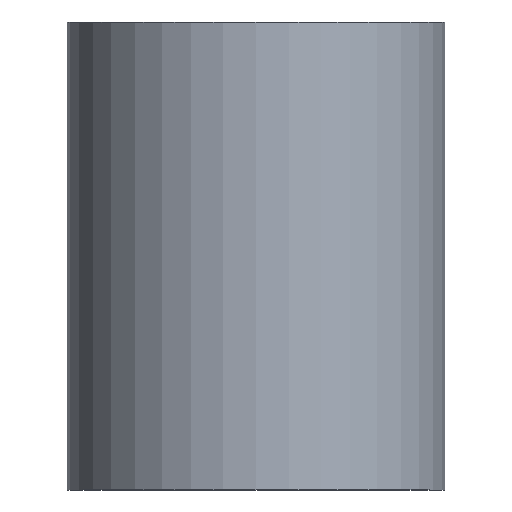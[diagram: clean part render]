
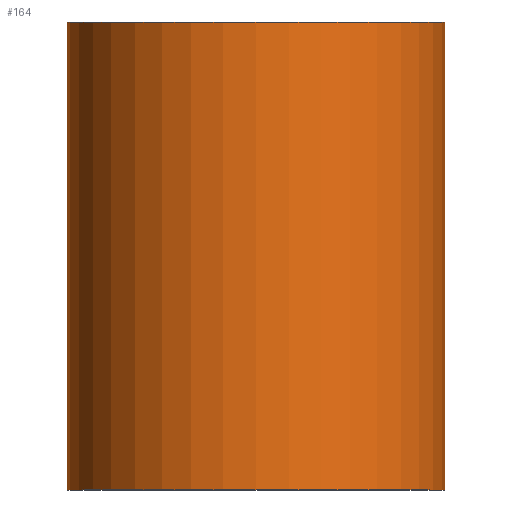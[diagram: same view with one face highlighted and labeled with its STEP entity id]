
A CAD part, front view. The second image highlights one B-rep face of the part: STEP entity #164.
In plain terms, the highlighted cylindrical face has radius 2.5 mm (diameter 5 mm), a full revolution.
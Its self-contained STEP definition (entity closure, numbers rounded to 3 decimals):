
#21 = EDGE_CURVE('',#22,#22,#24,.T.);
#22 = VERTEX_POINT('',#23);
#23 = CARTESIAN_POINT('',(2.5,0.,3.1));
#24 = SURFACE_CURVE('',#25,(#30,#42),.PCURVE_S1.);
#25 = CIRCLE('',#26,2.5);
#26 = AXIS2_PLACEMENT_3D('',#27,#28,#29);
#27 = CARTESIAN_POINT('',(0.,0.,3.1));
#28 = DIRECTION('',(0.,0.,-1.));
#29 = DIRECTION('',(1.,0.,0.));
#30 = PCURVE('',#31,#36);
#31 = PLANE('',#32);
#32 = AXIS2_PLACEMENT_3D('',#33,#34,#35);
#33 = CARTESIAN_POINT('',(0.,0.,3.1));
#34 = DIRECTION('',(0.,0.,-1.));
#35 = DIRECTION('',(1.,0.,0.));
#36 = DEFINITIONAL_REPRESENTATION('',(#37),#41);
#37 = CIRCLE('',#38,2.5);
#38 = AXIS2_PLACEMENT_2D('',#39,#40);
#39 = CARTESIAN_POINT('',(0.,0.));
#40 = DIRECTION('',(1.,0.));
#41 = ( GEOMETRIC_REPRESENTATION_CONTEXT(2) 
PARAMETRIC_REPRESENTATION_CONTEXT() REPRESENTATION_CONTEXT('2D SPACE',''
  ) );
#42 = PCURVE('',#43,#48);
#43 = CYLINDRICAL_SURFACE('',#44,2.5);
#44 = AXIS2_PLACEMENT_3D('',#45,#46,#47);
#45 = CARTESIAN_POINT('',(0.,0.,-3.1));
#46 = DIRECTION('',(0.,0.,1.));
#47 = DIRECTION('',(1.,0.,0.));
#48 = DEFINITIONAL_REPRESENTATION('',(#49),#52);
#49 = B_SPLINE_CURVE_WITH_KNOTS('',1,(#50,#51),.UNSPECIFIED.,.F.,.F.,(2,
    2),(0.,6.283),.PIECEWISE_BEZIER_KNOTS.);
#50 = CARTESIAN_POINT('',(0.,6.2));
#51 = CARTESIAN_POINT('',(-6.283,6.2));
#52 = ( GEOMETRIC_REPRESENTATION_CONTEXT(2) 
PARAMETRIC_REPRESENTATION_CONTEXT() REPRESENTATION_CONTEXT('2D SPACE',''
  ) );
#123 = PLANE('',#124);
#124 = AXIS2_PLACEMENT_3D('',#125,#126,#127);
#125 = CARTESIAN_POINT('',(0.,0.,-3.1));
#126 = DIRECTION('',(0.,0.,-1.));
#127 = DIRECTION('',(1.,-0.,-0.));
#142 = EDGE_CURVE('',#143,#143,#145,.T.);
#143 = VERTEX_POINT('',#144);
#144 = CARTESIAN_POINT('',(2.5,0.,-3.1));
#145 = SURFACE_CURVE('',#146,(#151,#158),.PCURVE_S1.);
#146 = CIRCLE('',#147,2.5);
#147 = AXIS2_PLACEMENT_3D('',#148,#149,#150);
#148 = CARTESIAN_POINT('',(0.,0.,-3.1));
#149 = DIRECTION('',(0.,0.,-1.));
#150 = DIRECTION('',(1.,0.,0.));
#151 = PCURVE('',#123,#152);
#152 = DEFINITIONAL_REPRESENTATION('',(#153),#157);
#153 = CIRCLE('',#154,2.5);
#154 = AXIS2_PLACEMENT_2D('',#155,#156);
#155 = CARTESIAN_POINT('',(0.,0.));
#156 = DIRECTION('',(1.,-0.));
#157 = ( GEOMETRIC_REPRESENTATION_CONTEXT(2) 
PARAMETRIC_REPRESENTATION_CONTEXT() REPRESENTATION_CONTEXT('2D SPACE',''
  ) );
#158 = PCURVE('',#43,#159);
#159 = DEFINITIONAL_REPRESENTATION('',(#160),#163);
#160 = B_SPLINE_CURVE_WITH_KNOTS('',1,(#161,#162),.UNSPECIFIED.,.F.,.F.,
  (2,2),(0.,6.283),.PIECEWISE_BEZIER_KNOTS.);
#161 = CARTESIAN_POINT('',(0.,0.));
#162 = CARTESIAN_POINT('',(-6.283,0.));
#163 = ( GEOMETRIC_REPRESENTATION_CONTEXT(2) 
PARAMETRIC_REPRESENTATION_CONTEXT() REPRESENTATION_CONTEXT('2D SPACE',''
  ) );
#164 = ADVANCED_FACE('',(#165),#43,.T.);
#165 = FACE_BOUND('',#166,.F.);
#166 = EDGE_LOOP('',(#167,#168,#187,#188));
#167 = ORIENTED_EDGE('',*,*,#142,.T.);
#168 = ORIENTED_EDGE('',*,*,#169,.T.);
#169 = EDGE_CURVE('',#143,#22,#170,.T.);
#170 = SEAM_CURVE('',#171,(#175,#181),.PCURVE_S1.);
#171 = LINE('',#172,#173);
#172 = CARTESIAN_POINT('',(2.5,0.,-3.1));
#173 = VECTOR('',#174,1.);
#174 = DIRECTION('',(0.,0.,1.));
#175 = PCURVE('',#43,#176);
#176 = DEFINITIONAL_REPRESENTATION('',(#177),#180);
#177 = B_SPLINE_CURVE_WITH_KNOTS('',1,(#178,#179),.UNSPECIFIED.,.F.,.F.,
  (2,2),(0.,6.2),.PIECEWISE_BEZIER_KNOTS.);
#178 = CARTESIAN_POINT('',(0.,0.));
#179 = CARTESIAN_POINT('',(0.,6.2));
#180 = ( GEOMETRIC_REPRESENTATION_CONTEXT(2) 
PARAMETRIC_REPRESENTATION_CONTEXT() REPRESENTATION_CONTEXT('2D SPACE',''
  ) );
#181 = PCURVE('',#43,#182);
#182 = DEFINITIONAL_REPRESENTATION('',(#183),#186);
#183 = B_SPLINE_CURVE_WITH_KNOTS('',1,(#184,#185),.UNSPECIFIED.,.F.,.F.,
  (2,2),(0.,6.2),.PIECEWISE_BEZIER_KNOTS.);
#184 = CARTESIAN_POINT('',(-6.283,0.));
#185 = CARTESIAN_POINT('',(-6.283,6.2));
#186 = ( GEOMETRIC_REPRESENTATION_CONTEXT(2) 
PARAMETRIC_REPRESENTATION_CONTEXT() REPRESENTATION_CONTEXT('2D SPACE',''
  ) );
#187 = ORIENTED_EDGE('',*,*,#21,.F.);
#188 = ORIENTED_EDGE('',*,*,#169,.F.);
